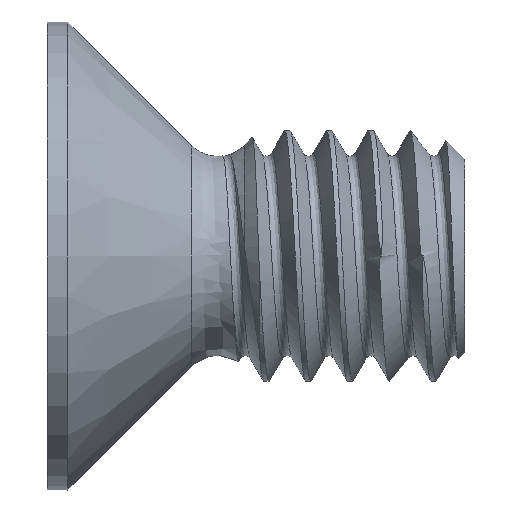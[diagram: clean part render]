
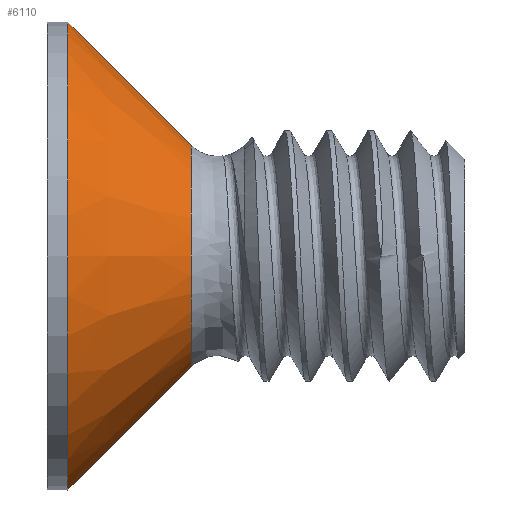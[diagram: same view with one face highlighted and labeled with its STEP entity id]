
A CAD part, front view. The second image highlights one B-rep face of the part: STEP entity #6110.
In plain terms, the highlighted conical face has half-angle 45 degrees and reference radius 2.8 mm.
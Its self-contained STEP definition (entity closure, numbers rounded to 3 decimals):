
#42 = DIRECTION ( 'NONE',  ( -1., 0., 0. ) ) ;
#140 = ORIENTED_EDGE ( 'NONE', *, *, #809, .T. ) ;
#147 = CARTESIAN_POINT ( 'NONE',  ( 0.25, 0., -2.8 ) ) ;
#296 = VERTEX_POINT ( 'NONE', #2553 ) ;
#445 = CIRCLE ( 'NONE', #1446, 1.325 ) ;
#741 = VECTOR ( 'NONE', #5084, 1000. ) ;
#762 = LINE ( 'NONE', #1262, #741 ) ;
#809 = EDGE_CURVE ( 'NONE', #4482, #4491, #445, .T. ) ;
#1160 = VECTOR ( 'NONE', #3872, 1000. ) ;
#1218 = ORIENTED_EDGE ( 'NONE', *, *, #1926, .T. ) ;
#1262 = CARTESIAN_POINT ( 'NONE',  ( 0.25, 0., 2.8 ) ) ;
#1446 = AXIS2_PLACEMENT_3D ( 'NONE', #2899, #3947, #2492 ) ;
#1750 = ORIENTED_EDGE ( 'NONE', *, *, #2031, .T. ) ;
#1807 = CARTESIAN_POINT ( 'NONE',  ( 0.25, 0., 0. ) ) ;
#1926 = EDGE_CURVE ( 'NONE', #4491, #296, #762, .T. ) ;
#2031 = EDGE_CURVE ( 'NONE', #296, #3238, #3723, .T. ) ;
#2258 = CARTESIAN_POINT ( 'NONE',  ( 0.25, 0., 0. ) ) ;
#2405 = EDGE_LOOP ( 'NONE', ( #3441, #140, #1218, #1750 ) ) ;
#2492 = DIRECTION ( 'NONE',  ( 0., 1., 0. ) ) ;
#2552 = CONICAL_SURFACE ( 'NONE', #3344, 2.8, 0.785 ) ;
#2553 = CARTESIAN_POINT ( 'NONE',  ( 0.25, 0., 2.8 ) ) ;
#2899 = CARTESIAN_POINT ( 'NONE',  ( 1.725, 0., 0. ) ) ;
#2952 = LINE ( 'NONE', #147, #1160 ) ;
#3069 = CARTESIAN_POINT ( 'NONE',  ( 1.725, 0., -1.325 ) ) ;
#3238 = VERTEX_POINT ( 'NONE', #4577 ) ;
#3299 = DIRECTION ( 'NONE',  ( 0., 0., 1. ) ) ;
#3344 = AXIS2_PLACEMENT_3D ( 'NONE', #1807, #42, #3299 ) ;
#3441 = ORIENTED_EDGE ( 'NONE', *, *, #5848, .F. ) ;
#3615 = FACE_OUTER_BOUND ( 'NONE', #2405, .T. ) ;
#3685 = DIRECTION ( 'NONE',  ( 0., 1., 0. ) ) ;
#3723 = CIRCLE ( 'NONE', #4222, 2.8 ) ;
#3872 = DIRECTION ( 'NONE',  ( -0.707, 0., -0.707 ) ) ;
#3947 = DIRECTION ( 'NONE',  ( -1., 0., 0. ) ) ;
#4148 = DIRECTION ( 'NONE',  ( 1., 0., 0. ) ) ;
#4222 = AXIS2_PLACEMENT_3D ( 'NONE', #2258, #4148, #3685 ) ;
#4482 = VERTEX_POINT ( 'NONE', #3069 ) ;
#4491 = VERTEX_POINT ( 'NONE', #4551 ) ;
#4551 = CARTESIAN_POINT ( 'NONE',  ( 1.725, 0., 1.325 ) ) ;
#4577 = CARTESIAN_POINT ( 'NONE',  ( 0.25, 0., -2.8 ) ) ;
#5084 = DIRECTION ( 'NONE',  ( -0.707, 0., 0.707 ) ) ;
#5848 = EDGE_CURVE ( 'NONE', #4482, #3238, #2952, .T. ) ;
#6110 = ADVANCED_FACE ( 'NONE', ( #3615 ), #2552, .T. ) ;
